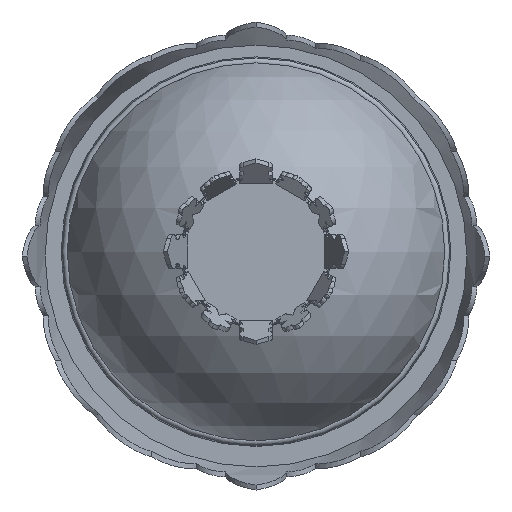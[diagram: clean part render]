
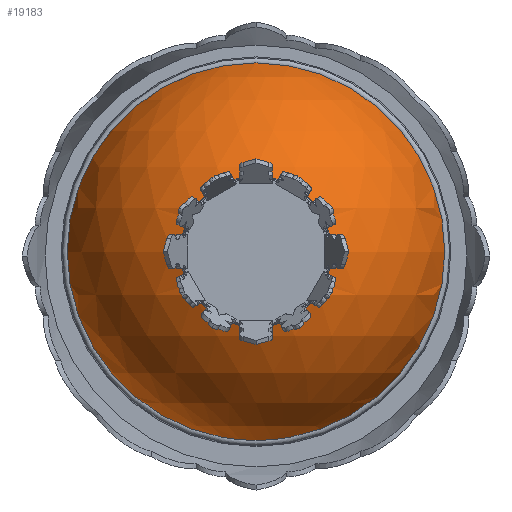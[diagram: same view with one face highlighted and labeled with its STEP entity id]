
A CAD part, front view. The second image highlights one B-rep face of the part: STEP entity #19183.
In plain terms, the highlighted spherical face has radius 200 mm.
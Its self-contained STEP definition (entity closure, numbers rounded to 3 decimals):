
#564 = SPHERICAL_SURFACE ( 'NONE', #4225, 200. ) ;
#2138 = DIRECTION ( 'NONE',  ( -1., 0., 0. ) ) ;
#2232 = FACE_OUTER_BOUND ( 'NONE', #4203, .T. ) ;
#2574 = DIRECTION ( 'NONE',  ( 0., -1., 0. ) ) ;
#2644 = AXIS2_PLACEMENT_3D ( 'NONE', #19209, #11785, #2574 ) ;
#3245 = AXIS2_PLACEMENT_3D ( 'NONE', #4477, #15054, #14956 ) ;
#4203 = EDGE_LOOP ( 'NONE', ( #5107 ) ) ;
#4225 = AXIS2_PLACEMENT_3D ( 'NONE', #8278, #18647, #2138 ) ;
#4477 = CARTESIAN_POINT ( 'NONE',  ( 0., 0., 860.179 ) ) ;
#4829 = CARTESIAN_POINT ( 'NONE',  ( 0., -195.18, 712.471 ) ) ;
#5028 = VERTEX_POINT ( 'NONE', #4829 ) ;
#5107 = ORIENTED_EDGE ( 'NONE', *, *, #8794, .F. ) ;
#7159 = ORIENTED_EDGE ( 'NONE', *, *, #16315, .T. ) ;
#7189 = EDGE_LOOP ( 'NONE', ( #7159 ) ) ;
#7760 = CIRCLE ( 'NONE', #2644, 195.18 ) ;
#8278 = CARTESIAN_POINT ( 'NONE',  ( 0., 0., 668.826 ) ) ;
#8794 = EDGE_CURVE ( 'NONE', #5028, #5028, #7760, .T. ) ;
#8922 = CARTESIAN_POINT ( 'NONE',  ( -58.173, 0., 860.179 ) ) ;
#9560 = CIRCLE ( 'NONE', #3245, 58.173 ) ;
#11320 = FACE_OUTER_BOUND ( 'NONE', #7189, .T. ) ;
#11785 = DIRECTION ( 'NONE',  ( 0., 0., -1. ) ) ;
#12255 = VERTEX_POINT ( 'NONE', #8922 ) ;
#14956 = DIRECTION ( 'NONE',  ( -1., 0., 0. ) ) ;
#15054 = DIRECTION ( 'NONE',  ( 0., 0., -1. ) ) ;
#16315 = EDGE_CURVE ( 'NONE', #12255, #12255, #9560, .T. ) ;
#18647 = DIRECTION ( 'NONE',  ( 0., 1., 0. ) ) ;
#19183 = ADVANCED_FACE ( 'NONE', ( #2232, #11320 ), #564, .T. ) ;
#19209 = CARTESIAN_POINT ( 'NONE',  ( 0., 0., 712.471 ) ) ;
